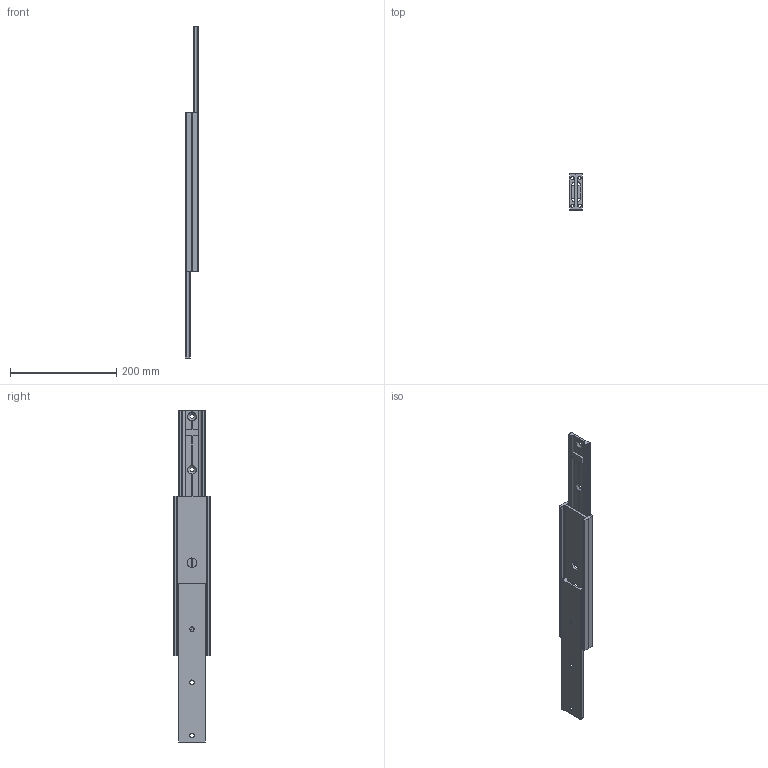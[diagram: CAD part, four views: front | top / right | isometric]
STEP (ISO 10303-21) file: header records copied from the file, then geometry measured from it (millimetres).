
FILE_DESCRIPTION (( 'STEP AP214' ), '1' );
FILE_NAME ('Telescopic-410-300-Rollco.step', '2023-11-07T13:45:26', ( '' ), ( '' ), 'SwSTEP 2.0', 'SolidWorks 2010', '' );
FILE_SCHEMA (( 'AUTOMOTIVE_DESIGN' ));
Length unit declared in the file: millimetre
Products named in the file (3): Slide-Middle-410-Rollco; Slide-Inner-410-Rollco; Telescopic-410-300-Rollco
Assembly tree (3 placements, depth 2):
  Telescopic-410-300-Rollco
    Slide-Inner-410-Rollco  x2
    Slide-Middle-410-Rollco
Bounding box: 26 x 68 x 625 mm (x, y, z)
Volume: 355656.4 mm3; surface area: 144311.2 mm2
Topology: 3 solids, 3 shells, 150 faces, 446 edges, 290 vertices
Faces by surface type: plane 88, cylinder 56, cone 6
Full cylindrical faces by diameter (mm): 8.5 x6, 18 x2
Entity records: 3436 total; most frequent: CARTESIAN_POINT 617, DIRECTION 570, ORIENTED_EDGE 568, EDGE_CURVE 284, AXIS2_PLACEMENT_3D 191, VERTEX_POINT 190, LINE 188, VECTOR 188
